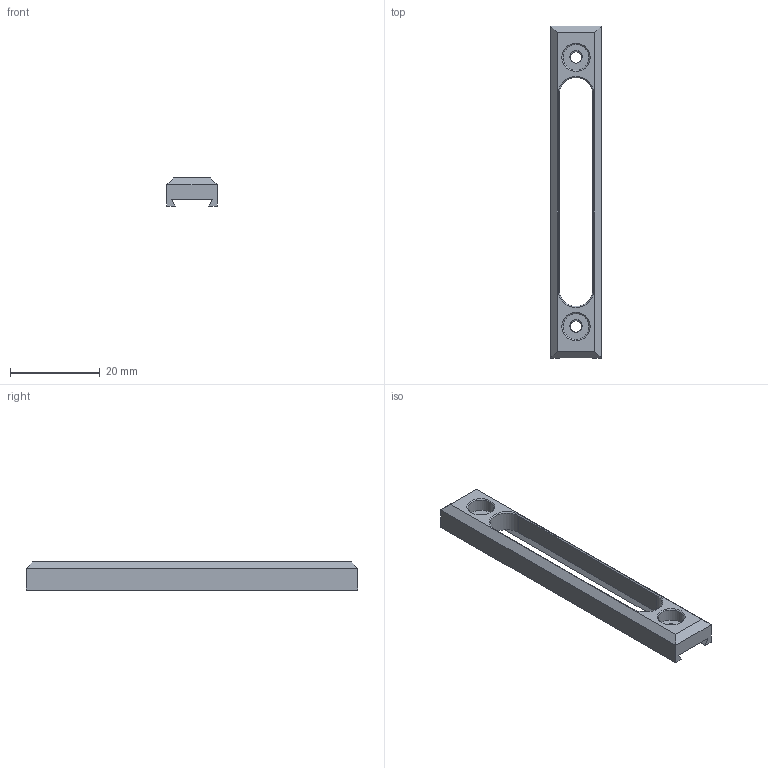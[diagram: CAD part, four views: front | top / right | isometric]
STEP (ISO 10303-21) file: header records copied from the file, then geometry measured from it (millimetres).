
FILE_DESCRIPTION(/* description */ ('STEP AP214'),/* implementation_level */ '2;1');
FILE_NAME(/* name */ 'Master Forge Bridge 10-15-2024_.step',/* time_stamp */ '2024-10-15T13:12:03-05:00',/* author */ (''),/* organization */ (''),/* preprocessor_version */ 'ST-DEVELOPER v20',/* originating_system */ 'Autodesk Translation Framework v13.20.0.188',/* authorisation */ '');
FILE_SCHEMA (('AUTOMOTIVE_DESIGN { 1 0 10303 214 3 1 1 }'));
Length unit declared in the file: millimetre
Products named in the file (1): bridge
Bounding box: 11.25 x 74 x 6.25 mm (x, y, z)
Volume: 2147.8 mm3; surface area: 2836 mm2
Topology: 1 solids, 1 shells, 54 faces, 140 edges, 90 vertices
Faces by surface type: plane 24, cylinder 22, bspline 4, cone 4
Full cylindrical faces by diameter (mm): 2.529 x3, 3.086 x2, 5.8 x2
Entity records: 2978 total; most frequent: CARTESIAN_POINT 1703, ORIENTED_EDGE 280, DIRECTION 210, EDGE_CURVE 140, VERTEX_POINT 90, AXIS2_PLACEMENT_3D 71, LINE 68, VECTOR 68
